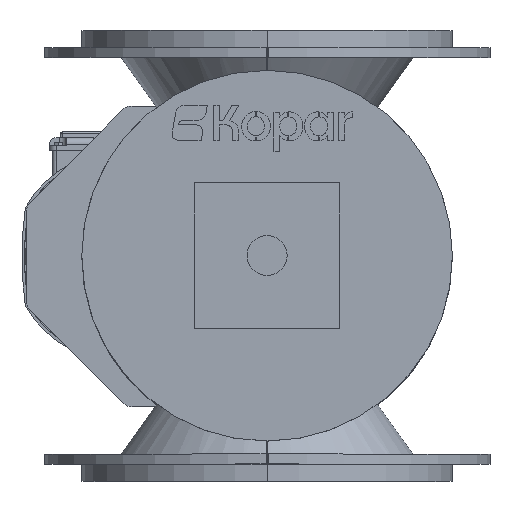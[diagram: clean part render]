
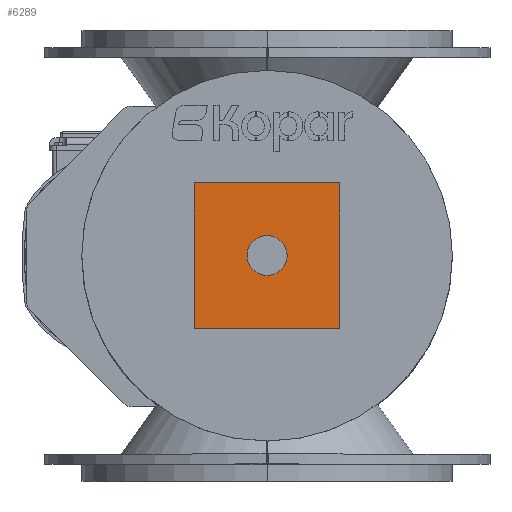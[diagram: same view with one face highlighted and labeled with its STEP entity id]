
A CAD part, top view. The second image highlights one B-rep face of the part: STEP entity #6289.
In plain terms, the highlighted planar face has unit normal (0, 0, 1).
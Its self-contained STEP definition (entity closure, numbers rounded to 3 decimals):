
#79 = LINE ( 'NONE', #19117, #44170 ) ;
#248 = CARTESIAN_POINT ( 'NONE',  ( -72.5, -72.5, 242. ) ) ;
#346 = ORIENTED_EDGE ( 'NONE', *, *, #25633, .T. ) ;
#3633 = DIRECTION ( 'NONE',  ( -1., 0., 0. ) ) ;
#3945 = DIRECTION ( 'NONE',  ( -1., 0., 0. ) ) ;
#4327 = VERTEX_POINT ( 'NONE', #19384 ) ;
#5118 = ORIENTED_EDGE ( 'NONE', *, *, #42411, .T. ) ;
#6289 = ADVANCED_FACE ( 'NONE', ( #8477 ), #38739, .F. ) ;
#8477 = FACE_OUTER_BOUND ( 'NONE', #35673, .T. ) ;
#14473 = DIRECTION ( 'NONE',  ( 1., 0., 0. ) ) ;
#18404 = VERTEX_POINT ( 'NONE', #56396 ) ;
#19117 = CARTESIAN_POINT ( 'NONE',  ( -72.5, 72.5, 242. ) ) ;
#19384 = CARTESIAN_POINT ( 'NONE',  ( -72.5, -72.5, 242. ) ) ;
#19700 = VERTEX_POINT ( 'NONE', #29404 ) ;
#24630 = VERTEX_POINT ( 'NONE', #59465 ) ;
#25367 = ORIENTED_EDGE ( 'NONE', *, *, #62287, .T. ) ;
#25633 = EDGE_CURVE ( 'NONE', #18404, #4327, #57659, .T. ) ;
#29404 = CARTESIAN_POINT ( 'NONE',  ( 72.5, -72.5, 242. ) ) ;
#33211 = DIRECTION ( 'NONE',  ( 0., -1., 0. ) ) ;
#35673 = EDGE_LOOP ( 'NONE', ( #25367, #41674, #346, #5118 ) ) ;
#36075 = VECTOR ( 'NONE', #14473, 1000. ) ;
#38739 = PLANE ( 'NONE',  #49663 ) ;
#39444 = VECTOR ( 'NONE', #56312, 1000. ) ;
#41674 = ORIENTED_EDGE ( 'NONE', *, *, #54152, .T. ) ;
#42411 = EDGE_CURVE ( 'NONE', #4327, #19700, #47282, .T. ) ;
#44170 = VECTOR ( 'NONE', #3633, 1000. ) ;
#47282 = LINE ( 'NONE', #248, #36075 ) ;
#47878 = CARTESIAN_POINT ( 'NONE',  ( 72.5, -72.5, 242. ) ) ;
#49663 = AXIS2_PLACEMENT_3D ( 'NONE', #53214, #63498, #3945 ) ;
#51554 = CARTESIAN_POINT ( 'NONE',  ( -72.5, -72.5, 242. ) ) ;
#51960 = VECTOR ( 'NONE', #33211, 1000. ) ;
#53214 = CARTESIAN_POINT ( 'NONE',  ( 0., 0., 242. ) ) ;
#54152 = EDGE_CURVE ( 'NONE', #24630, #18404, #79, .T. ) ;
#56312 = DIRECTION ( 'NONE',  ( 0., 1., 0. ) ) ;
#56396 = CARTESIAN_POINT ( 'NONE',  ( -72.5, 72.5, 242. ) ) ;
#57258 = LINE ( 'NONE', #47878, #39444 ) ;
#57659 = LINE ( 'NONE', #51554, #51960 ) ;
#59465 = CARTESIAN_POINT ( 'NONE',  ( 72.5, 72.5, 242. ) ) ;
#62287 = EDGE_CURVE ( 'NONE', #19700, #24630, #57258, .T. ) ;
#63498 = DIRECTION ( 'NONE',  ( 0., 0., -1. ) ) ;
